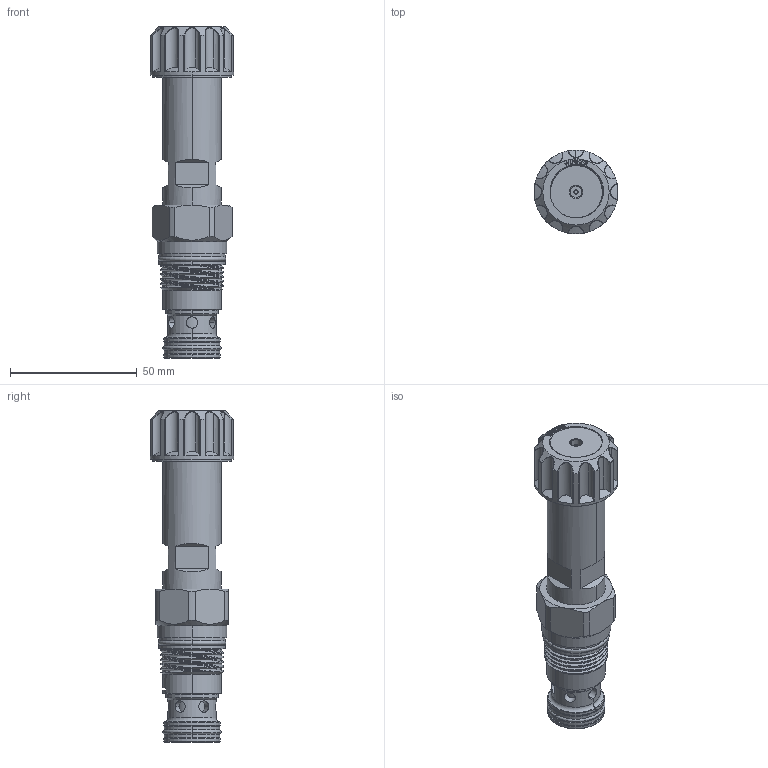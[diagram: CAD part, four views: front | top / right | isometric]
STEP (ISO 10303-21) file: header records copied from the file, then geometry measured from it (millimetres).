
FILE_DESCRIPTION (( 'STEP AP203' ), '1' );
FILE_NAME ('PFC5A2G-P.STEP', '2020-03-19T03:07:26', ( '' ), ( '' ), 'SwSTEP 2.0', 'SolidWorks 2018', '' );
FILE_SCHEMA (( 'CONFIG_CONTROL_DESIGN' ));
Length unit declared in the file: millimetre
Products named in the file (1): PFC5A2G-P
Bounding box: 33.1 x 33.1 x 131.1 mm (x, y, z)
Volume: 61838 mm3; surface area: 16250.9 mm2
Topology: 4 solids, 4 shells, 408 faces, 971 edges, 604 vertices
Faces by surface type: cylinder 157, plane 118, cone 49, torus 36, bspline 24, sphere 24
Entity records: 18005 total; most frequent: CARTESIAN_POINT 8825, ORIENTED_EDGE 1942, DIRECTION 1845, EDGE_CURVE 971, AXIS2_PLACEMENT_3D 717, VERTEX_POINT 604, EDGE_LOOP 447, LINE 411
